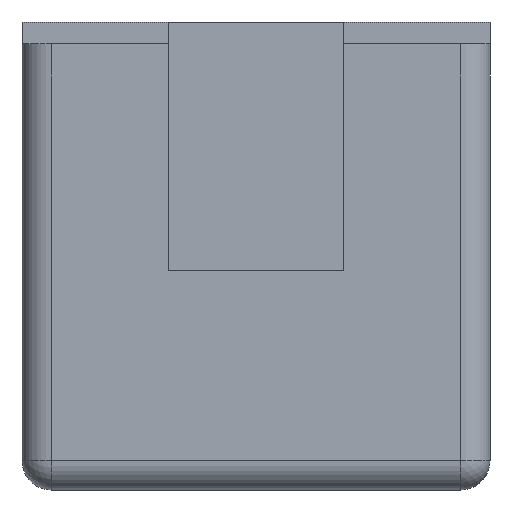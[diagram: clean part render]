
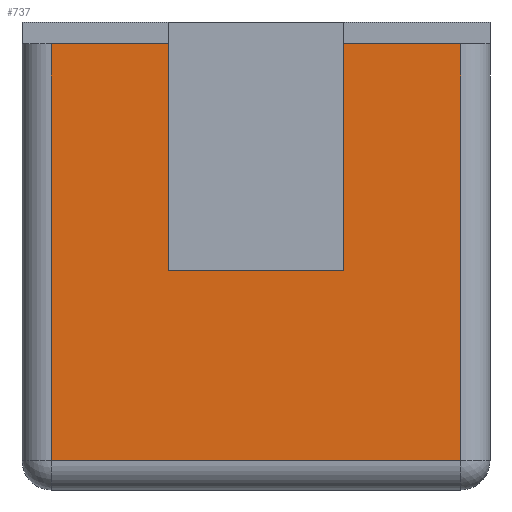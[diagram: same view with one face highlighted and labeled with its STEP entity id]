
A CAD part, front view. The second image highlights one B-rep face of the part: STEP entity #737.
In plain terms, the highlighted planar face has unit normal (0, -1, 0).
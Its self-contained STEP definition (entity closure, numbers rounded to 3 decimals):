
#179=DIRECTION('',(0.,0.,-1.));
#180=VECTOR('',#179,2.85);
#181=CARTESIAN_POINT('',(1.4,-2.15,1.45));
#182=LINE('',#181,#180);
#183=DIRECTION('',(-1.,0.,0.));
#184=VECTOR('',#183,2.8);
#185=CARTESIAN_POINT('',(1.4,-2.15,-1.4));
#186=LINE('',#185,#184);
#187=DIRECTION('',(0.,0.,1.));
#188=VECTOR('',#187,2.85);
#189=CARTESIAN_POINT('',(-1.4,-2.15,-1.4));
#190=LINE('',#189,#188);
#191=DIRECTION('',(1.,0.,0.));
#192=VECTOR('',#191,0.8);
#193=CARTESIAN_POINT('',(-1.4,-2.15,1.45));
#194=LINE('',#193,#192);
#195=DIRECTION('',(0.,0.,-1.));
#196=VECTOR('',#195,1.55);
#197=CARTESIAN_POINT('',(-0.6,-2.15,1.45));
#198=LINE('',#197,#196);
#199=DIRECTION('',(1.,0.,0.));
#200=VECTOR('',#199,1.2);
#201=CARTESIAN_POINT('',(-0.6,-2.15,-0.1));
#202=LINE('',#201,#200);
#203=DIRECTION('',(0.,0.,-1.));
#204=VECTOR('',#203,1.55);
#205=CARTESIAN_POINT('',(0.6,-2.15,1.45));
#206=LINE('',#205,#204);
#207=DIRECTION('',(1.,0.,0.));
#208=VECTOR('',#207,0.8);
#209=CARTESIAN_POINT('',(0.6,-2.15,1.45));
#210=LINE('',#209,#208);
#401=CARTESIAN_POINT('',(-0.6,-2.15,1.45));
#402=CARTESIAN_POINT('',(-0.6,-2.15,-0.1));
#403=VERTEX_POINT('',#401);
#404=VERTEX_POINT('',#402);
#405=CARTESIAN_POINT('',(0.6,-2.15,1.45));
#406=CARTESIAN_POINT('',(0.6,-2.15,-0.1));
#407=VERTEX_POINT('',#405);
#408=VERTEX_POINT('',#406);
#425=CARTESIAN_POINT('',(1.4,-2.15,1.45));
#427=VERTEX_POINT('',#425);
#431=CARTESIAN_POINT('',(1.4,-2.15,-1.4));
#432=VERTEX_POINT('',#431);
#434=CARTESIAN_POINT('',(-1.4,-2.15,1.45));
#436=VERTEX_POINT('',#434);
#437=CARTESIAN_POINT('',(-1.4,-2.15,-1.4));
#438=VERTEX_POINT('',#437);
#719=CARTESIAN_POINT('',(-1.6,-2.15,1.45));
#720=DIRECTION('',(0.,-1.,0.));
#721=DIRECTION('',(0.,0.,-1.));
#722=AXIS2_PLACEMENT_3D('',#719,#720,#721);
#723=PLANE('',#722);
#724=ORIENTED_EDGE('',*,*,#532,.T.);
#725=ORIENTED_EDGE('',*,*,#701,.T.);
#726=ORIENTED_EDGE('',*,*,#488,.T.);
#727=ORIENTED_EDGE('',*,*,#511,.T.);
#729=ORIENTED_EDGE('',*,*,#728,.T.);
#731=ORIENTED_EDGE('',*,*,#730,.T.);
#733=ORIENTED_EDGE('',*,*,#732,.F.);
#734=ORIENTED_EDGE('',*,*,#503,.T.);
#735=EDGE_LOOP('',(#724,#725,#726,#727,#729,#731,#733,#734));
#736=FACE_OUTER_BOUND('',#735,.F.);
#488=EDGE_CURVE('',#438,#436,#190,.T.);
#503=EDGE_CURVE('',#407,#427,#210,.T.);
#511=EDGE_CURVE('',#436,#403,#194,.T.);
#532=EDGE_CURVE('',#427,#432,#182,.T.);
#701=EDGE_CURVE('',#432,#438,#186,.T.);
#728=EDGE_CURVE('',#403,#404,#198,.T.);
#730=EDGE_CURVE('',#404,#408,#202,.T.);
#732=EDGE_CURVE('',#407,#408,#206,.T.);
#737=ADVANCED_FACE('',(#736),#723,.T.);
